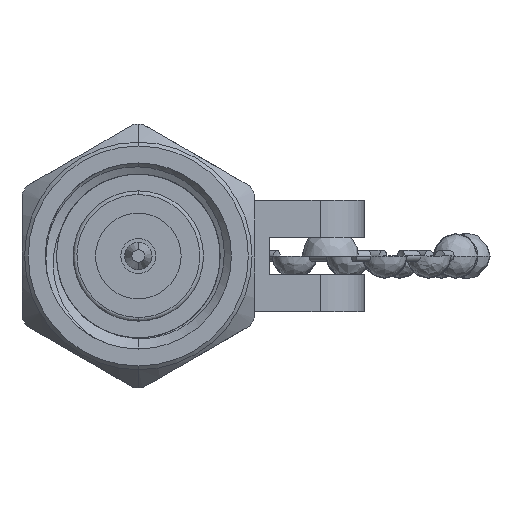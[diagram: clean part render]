
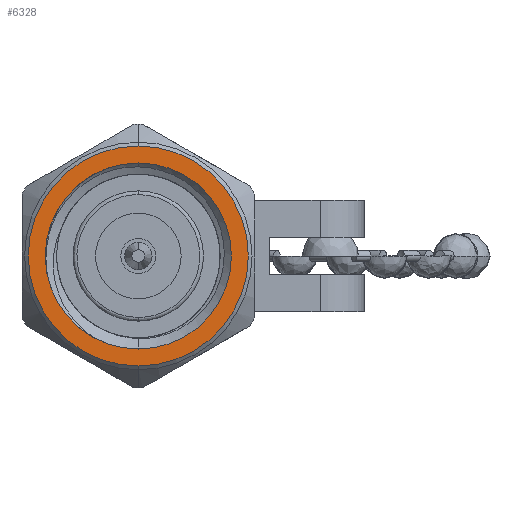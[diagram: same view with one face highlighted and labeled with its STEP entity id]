
A CAD part, left-side view. The second image highlights one B-rep face of the part: STEP entity #6328.
In plain terms, the highlighted planar face has unit normal (-1, 0, 0).
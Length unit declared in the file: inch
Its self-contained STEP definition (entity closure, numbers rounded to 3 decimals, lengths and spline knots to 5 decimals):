
#83 = CARTESIAN_POINT ( 'NONE',  ( 0., 0., 0. ) ) ;
#176 = CIRCLE ( 'NONE', #1836, 0.125 ) ;
#1128 = DIRECTION ( 'NONE',  ( 1., 0., 0. ) ) ;
#1344 = CARTESIAN_POINT ( 'NONE',  ( 0., 0., -0.125 ) ) ;
#1836 = AXIS2_PLACEMENT_3D ( 'NONE', #1919, #5837, #6875 ) ;
#1899 = CARTESIAN_POINT ( 'NONE',  ( 0., 0., 0. ) ) ;
#1919 = CARTESIAN_POINT ( 'NONE',  ( 0., 0., 0. ) ) ;
#2092 = DIRECTION ( 'NONE',  ( 1., 0., 0. ) ) ;
#2098 = DIRECTION ( 'NONE',  ( 1., 0., 0. ) ) ;
#2122 = EDGE_CURVE ( 'NONE', #6942, #7057, #5781, .T. ) ;
#2451 = AXIS2_PLACEMENT_3D ( 'NONE', #1899, #2092, #3072 ) ;
#2514 = CARTESIAN_POINT ( 'NONE',  ( 0., 0., 0.125 ) ) ;
#2605 = CARTESIAN_POINT ( 'NONE',  ( 0., 0., 0. ) ) ;
#3072 = DIRECTION ( 'NONE',  ( 0., 1., 0. ) ) ;
#3681 = CIRCLE ( 'NONE', #5760, 0.125 ) ;
#3783 = EDGE_CURVE ( 'NONE', #12087, #4362, #176, .T. ) ;
#3989 = PLANE ( 'NONE',  #2451 ) ;
#4362 = VERTEX_POINT ( 'NONE', #2514 ) ;
#4519 = CIRCLE ( 'NONE', #5560, 0.14779 ) ;
#5019 = FACE_BOUND ( 'NONE', #8878, .T. ) ;
#5450 = CARTESIAN_POINT ( 'NONE',  ( 0., 0., 0.14779 ) ) ;
#5560 = AXIS2_PLACEMENT_3D ( 'NONE', #8036, #1128, #9207 ) ;
#5610 = DIRECTION ( 'NONE',  ( 0., 0., 1. ) ) ;
#5760 = AXIS2_PLACEMENT_3D ( 'NONE', #2605, #10560, #5610 ) ;
#5781 = CIRCLE ( 'NONE', #11024, 0.14779 ) ;
#5837 = DIRECTION ( 'NONE',  ( 1., 0., 0. ) ) ;
#6328 = ADVANCED_FACE ( 'NONE', ( #5019, #7045 ), #3989, .F. ) ;
#6875 = DIRECTION ( 'NONE',  ( 0., 0., 1. ) ) ;
#6942 = VERTEX_POINT ( 'NONE', #5450 ) ;
#7045 = FACE_OUTER_BOUND ( 'NONE', #11683, .T. ) ;
#7057 = VERTEX_POINT ( 'NONE', #8905 ) ;
#7301 = ORIENTED_EDGE ( 'NONE', *, *, #3783, .T. ) ;
#8036 = CARTESIAN_POINT ( 'NONE',  ( 0., 0., 0. ) ) ;
#8878 = EDGE_LOOP ( 'NONE', ( #10053, #7301 ) ) ;
#8905 = CARTESIAN_POINT ( 'NONE',  ( 0., 0., -0.14779 ) ) ;
#8997 = EDGE_CURVE ( 'NONE', #4362, #12087, #3681, .T. ) ;
#9052 = ORIENTED_EDGE ( 'NONE', *, *, #2122, .F. ) ;
#9207 = DIRECTION ( 'NONE',  ( 0., 0., -1. ) ) ;
#10053 = ORIENTED_EDGE ( 'NONE', *, *, #8997, .T. ) ;
#10109 = DIRECTION ( 'NONE',  ( 0., 0., -1. ) ) ;
#10560 = DIRECTION ( 'NONE',  ( 1., 0., 0. ) ) ;
#10678 = EDGE_CURVE ( 'NONE', #7057, #6942, #4519, .T. ) ;
#10918 = ORIENTED_EDGE ( 'NONE', *, *, #10678, .F. ) ;
#11024 = AXIS2_PLACEMENT_3D ( 'NONE', #83, #2098, #10109 ) ;
#11683 = EDGE_LOOP ( 'NONE', ( #10918, #9052 ) ) ;
#12087 = VERTEX_POINT ( 'NONE', #1344 ) ;
